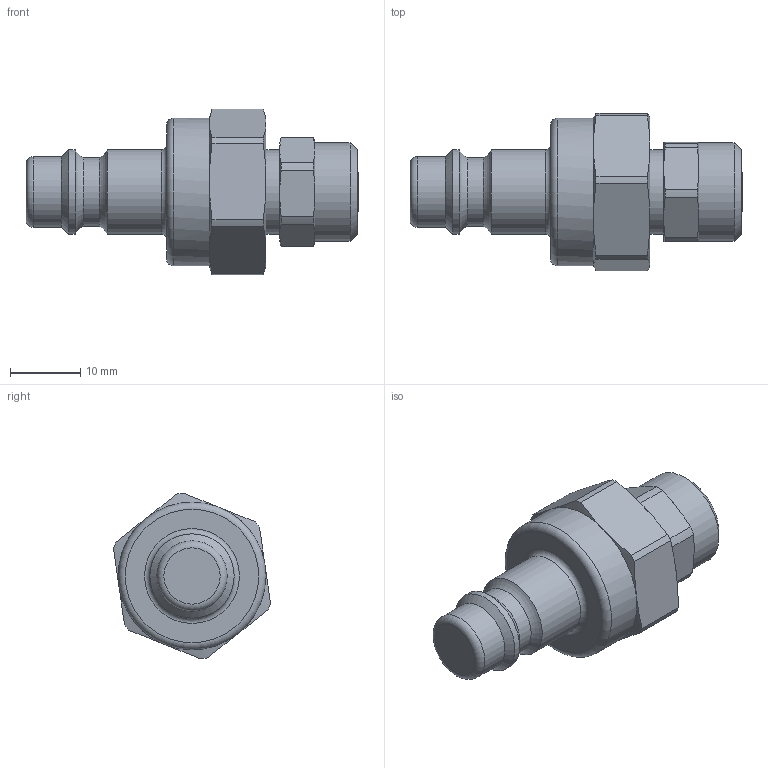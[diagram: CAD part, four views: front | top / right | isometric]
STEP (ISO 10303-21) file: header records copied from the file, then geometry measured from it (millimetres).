
FILE_DESCRIPTION((''),'2;1');
FILE_NAME('25sbko08mpx.stp','2012-10-31T09:27:09',('AS035480'),(''),'Autodesk Inventor 2011','Autodesk Inventor 2011','');
FILE_SCHEMA(('AUTOMOTIVE_DESIGN { 1 0 10303 214 1 1 1 1 }'));
Length unit declared in the file: millimetre
Products named in the file (1): D104874
Bounding box: 47.24 x 22.36 x 23.58 mm (x, y, z)
Volume: 8663.5 mm3; surface area: 3516 mm2
Topology: 1 solids, 1 shells, 84 faces, 187 edges, 111 vertices
Faces by surface type: cone 31, cylinder 24, plane 20, torus 9
Full cylindrical faces by diameter (mm): 6.05 x1, 6.7 x1, 8.25 x1, 9.75 x1, 10 x1, 10.6 x1, 11.153 x1, 12 x3, 14 x1, 21 x1
Entity records: 2186 total; most frequent: CARTESIAN_POINT 439, DIRECTION 356, ORIENTED_EDGE 306, AXIS2_PLACEMENT_3D 166, EDGE_CURVE 153, EDGE_LOOP 118, VERTEX_POINT 105, STYLED_ITEM 85
